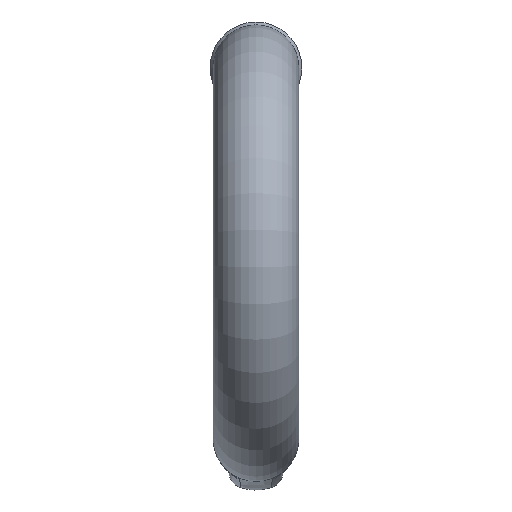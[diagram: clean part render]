
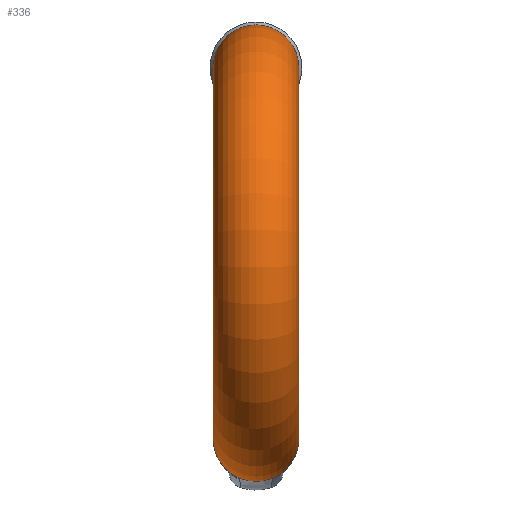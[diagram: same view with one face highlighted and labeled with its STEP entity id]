
A CAD part, top view. The second image highlights one B-rep face of the part: STEP entity #336.
In plain terms, the highlighted toroidal (fillet/blend) face has major radius 71.5 mm and minor radius 16.5 mm.
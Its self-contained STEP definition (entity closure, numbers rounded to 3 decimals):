
#119=TOROIDAL_SURFACE('',#2783,71.5,16.5);
#281=CIRCLE('',#2771,16.5);
#282=CIRCLE('',#2774,16.5);
#284=CIRCLE('',#2782,16.5);
#336=ADVANCED_FACE('',(#575,#576),#119,.T.);
#575=FACE_BOUND('',#610,.T.);
#576=FACE_BOUND('',#611,.T.);
#610=EDGE_LOOP('',(#1107));
#611=EDGE_LOOP('',(#1108,#1109,#1110,#1111));
#816=B_SPLINE_CURVE_WITH_KNOTS('',3,(#3892,#3893,#3894,#3895,#3896,#3897,
#3898,#3899,#3900,#3901),.UNSPECIFIED.,.F.,.F.,(4,2,2,2,4),(0.,0.25,0.5,
0.75,1.),.UNSPECIFIED.);
#817=B_SPLINE_CURVE_WITH_KNOTS('',3,(#3902,#3903,#3904,#3905,#3906,#3907,
#3908,#3909,#3910,#3911),.UNSPECIFIED.,.F.,.F.,(4,2,2,2,4),(0.,0.25,0.5,
0.75,1.),.UNSPECIFIED.);
#1107=ORIENTED_EDGE('',*,*,#2145,.T.);
#1108=ORIENTED_EDGE('',*,*,#2135,.F.);
#1109=ORIENTED_EDGE('',*,*,#2146,.T.);
#1110=ORIENTED_EDGE('',*,*,#2137,.F.);
#1111=ORIENTED_EDGE('',*,*,#2147,.T.);
#1883=VERTEX_POINT('',#3857);
#1884=VERTEX_POINT('',#3859);
#1885=VERTEX_POINT('',#3863);
#1886=VERTEX_POINT('',#3864);
#1893=VERTEX_POINT('',#3891);
#2135=EDGE_CURVE('',#1883,#1884,#281,.T.);
#2137=EDGE_CURVE('',#1885,#1886,#282,.T.);
#2145=EDGE_CURVE('',#1893,#1893,#284,.T.);
#2146=EDGE_CURVE('',#1883,#1886,#816,.T.);
#2147=EDGE_CURVE('',#1885,#1884,#817,.T.);
#2771=AXIS2_PLACEMENT_3D('',#3858,#2963,#2964);
#2774=AXIS2_PLACEMENT_3D('',#3862,#2969,#2970);
#2782=AXIS2_PLACEMENT_3D('',#3890,#2985,#2986);
#2783=AXIS2_PLACEMENT_3D('',#3912,#2987,#2988);
#2963=DIRECTION('',(0.,0.,-1.));
#2964=DIRECTION('',(0.,1.,0.));
#2969=DIRECTION('',(0.,0.,-1.));
#2970=DIRECTION('',(0.,1.,0.));
#2985=DIRECTION('',(0.,0.,1.));
#2986=DIRECTION('',(0.,1.,0.));
#2987=DIRECTION('',(1.,0.,0.));
#2988=DIRECTION('',(0.,0.,-1.));
#3857=CARTESIAN_POINT('',(13.878,-80.425,45.));
#3858=CARTESIAN_POINT('',(0.,-71.5,45.));
#3859=CARTESIAN_POINT('',(-13.878,-80.425,45.));
#3862=CARTESIAN_POINT('',(0.,-71.5,45.));
#3863=CARTESIAN_POINT('',(-13.878,-62.575,45.));
#3864=CARTESIAN_POINT('',(13.878,-62.575,45.));
#3890=CARTESIAN_POINT('',(0.,71.5,45.));
#3891=CARTESIAN_POINT('',(0.,88.,45.));
#3892=CARTESIAN_POINT('',(13.878,-80.425,45.));
#3893=CARTESIAN_POINT('',(14.602,-79.299,46.098));
#3894=CARTESIAN_POINT('',(15.242,-77.984,47.05));
#3895=CARTESIAN_POINT('',(16.19,-74.968,48.42));
#3896=CARTESIAN_POINT('',(16.487,-73.246,48.818));
#3897=CARTESIAN_POINT('',(16.512,-69.798,48.782));
#3898=CARTESIAN_POINT('',(16.238,-68.08,48.346));
#3899=CARTESIAN_POINT('',(15.291,-65.071,46.964));
#3900=CARTESIAN_POINT('',(14.631,-63.745,46.031));
#3901=CARTESIAN_POINT('',(13.878,-62.575,45.));
#3902=CARTESIAN_POINT('',(-13.878,-62.575,45.));
#3903=CARTESIAN_POINT('',(-14.63,-63.745,46.031));
#3904=CARTESIAN_POINT('',(-15.29,-65.066,46.961));
#3905=CARTESIAN_POINT('',(-16.238,-68.081,48.347));
#3906=CARTESIAN_POINT('',(-16.512,-69.797,48.782));
#3907=CARTESIAN_POINT('',(-16.487,-73.246,48.818));
#3908=CARTESIAN_POINT('',(-16.19,-74.969,48.419));
#3909=CARTESIAN_POINT('',(-15.243,-77.983,47.051));
#3910=CARTESIAN_POINT('',(-14.602,-79.299,46.098));
#3911=CARTESIAN_POINT('',(-13.878,-80.425,45.));
#3912=CARTESIAN_POINT('',(0.,0.,45.));
